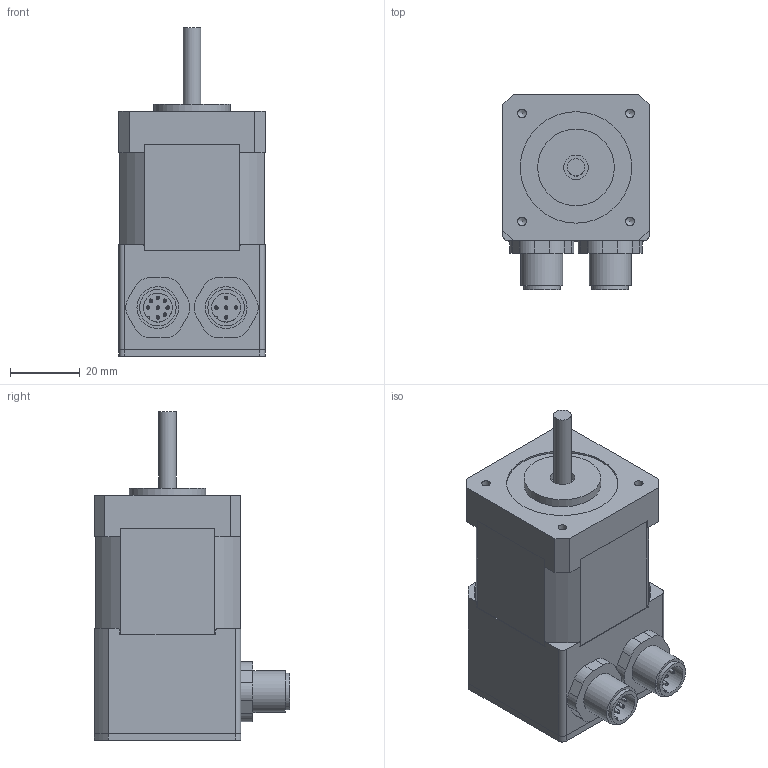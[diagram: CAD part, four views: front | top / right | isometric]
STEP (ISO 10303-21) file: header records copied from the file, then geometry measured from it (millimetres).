
FILE_DESCRIPTION((''),'2;1');
FILE_NAME('AS4118L1804-E.stp','2014-10-21T13:31:19',('schneid_a'),(''),'Autodesk Inventor 2010','Autodesk Inventor 2010','');
FILE_SCHEMA(('AUTOMOTIVE_DESIGN { 1 0 10303 214 1 1 1 1 }'));
Length unit declared in the file: millimetre
Products named in the file (7): AS4118L1804-E; ST4118L1804-CB1; MG-D41; MG-AK41-2-M12; M12-5pol_neu; M12-8pol_neu; DIN EN ISO 7046-1 H M2,5 x 8 - 4.8 - H
Assembly tree (9 placements, depth 2):
  AS4118L1804-E
    ST4118L1804-CB1
    MG-D41
    MG-AK41-2-M12
    M12-5pol_neu
    M12-8pol_neu
    DIN EN ISO 7046-1 H M2,5 x 8 - 4.8 - H  x4
Bounding box: 42 x 56 x 94.42 mm (x, y, z)
Volume: 88327.5 mm3; surface area: 31444.5 mm2
Topology: 9 solids, 9 shells, 415 faces, 1032 edges, 664 vertices
Faces by surface type: plane 164, cylinder 134, cone 74, torus 27, bspline 16
Full cylindrical faces by diameter (mm): 1 x13, 2.013 x9, 2.224 x4, 2.5 x4, 2.9 x4, 3.4 x4, 4.7 x4, 5 x1, 6 x4, 7 x1, 8.3 x2, 9.2 x1, 10 x2, 10.5 x2, 12 x5, 16 x1, 21.95 x1, 22 x1, 32 x1
Entity records: 9555 total; most frequent: CARTESIAN_POINT 1942, DIRECTION 1633, ORIENTED_EDGE 1348, EDGE_CURVE 674, AXIS2_PLACEMENT_3D 658, VERTEX_POINT 484, EDGE_LOOP 482, CIRCLE 330
